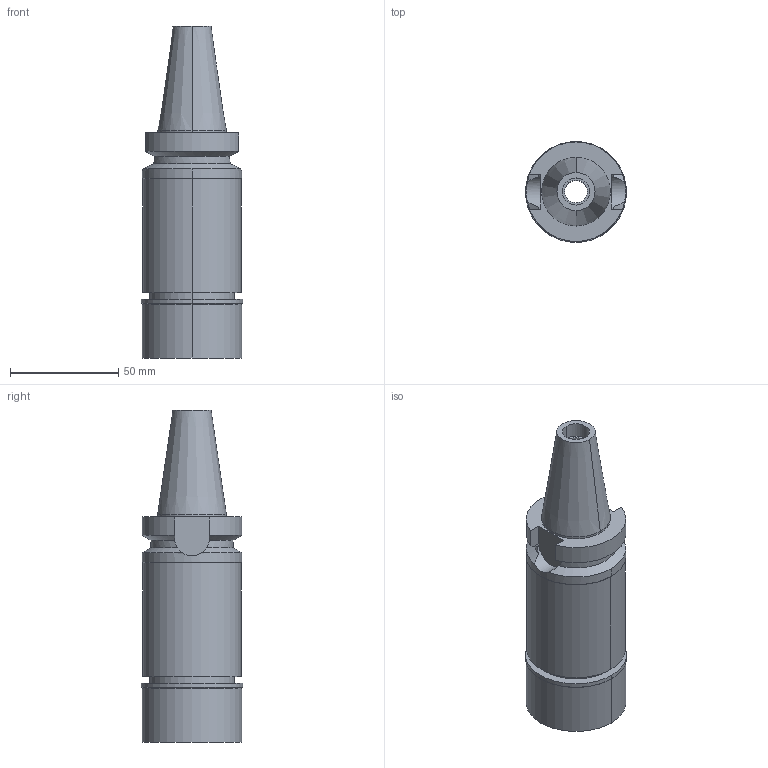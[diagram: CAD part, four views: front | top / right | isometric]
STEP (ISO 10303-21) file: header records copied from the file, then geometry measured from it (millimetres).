
FILE_DESCRIPTION (( 'STEP AP203' ), '1' );
FILE_NAME ('BBT30-MEGA20N-105.stp', '2019-06-26T14:19:08', ( '' ), ( '' ), 'SwSTEP 2.0', 'SolidWorks 2019', '' );
FILE_SCHEMA (( 'CONFIG_CONTROL_DESIGN' ));
Length unit declared in the file: millimetre
Products named in the file (7): BBT30-MEGA20N-105-200.stp; BBT30MN20105-200_ASM.stp; MGN20_1.stp; BBT30-MEGA20N-105; DXF_TEMP_ASSY_ASM_4_ASM.stp; BBT30-MEGA20N-105_1.stp; BBT30-MEGA20N-105-200-FreeParts
Assembly tree (5 placements, depth 5):
  BBT30-MEGA20N-105
    BBT30-MEGA20N-105-200.stp
      BBT30MN20105-200_ASM.stp
        DXF_TEMP_ASSY_ASM_4_ASM.stp
          BBT30-MEGA20N-105_1.stp
          MGN20_1.stp
  BBT30-MEGA20N-105-200-FreeParts
Bounding box: 46.7 x 46.7 x 153.4 mm (x, y, z)
Volume: 143989.1 mm3; surface area: 36746.3 mm2
Topology: 2 solids, 2 shells, 76 faces, 169 edges, 109 vertices
Faces by surface type: cylinder 40, plane 22, cone 14
Entity records: 2968 total; most frequent: CARTESIAN_POINT 512, DIRECTION 412, ORIENTED_EDGE 338, AXIS2_PLACEMENT_3D 175, EDGE_CURVE 169, VERTEX_POINT 109, EDGE_LOOP 92, CIRCLE 88
